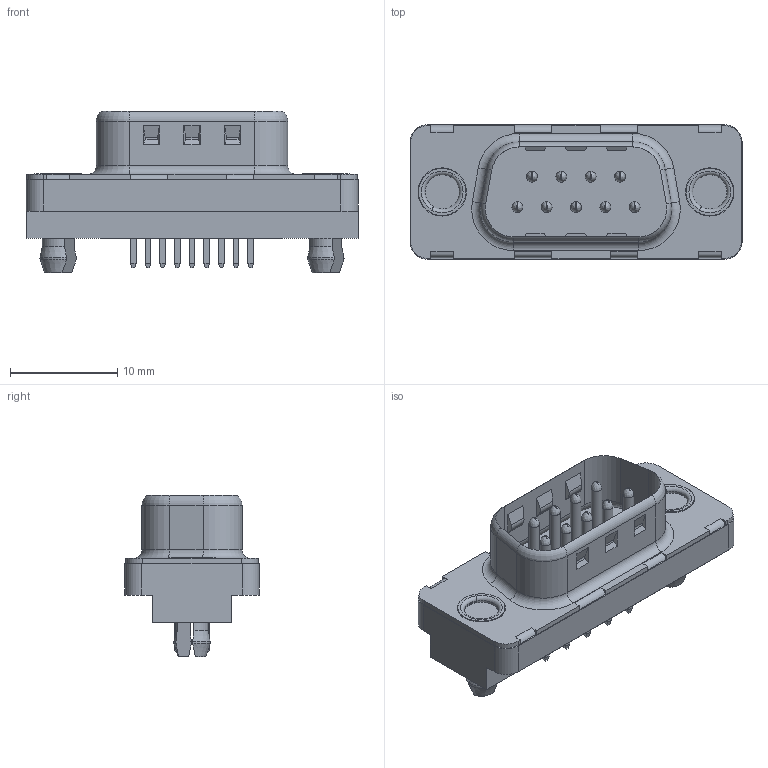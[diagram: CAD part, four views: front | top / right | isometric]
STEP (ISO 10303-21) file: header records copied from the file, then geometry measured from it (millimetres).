
FILE_DESCRIPTION((''),'2;1');
FILE_NAME('PD09P24A4GX00LF','2015-11-11T',('ababu'),('FCI'),'PRO/ENGINEER BY PARAMETRIC TECHNOLOGY CORPORATION, 2013150','PRO/ENGINEER BY PARAMETRIC TECHNOLOGY CORPORATION, 2013150','');
FILE_SCHEMA(('CONFIG_CONTROL_DESIGN','GEOMETRIC_VALIDATION_PROPERTIES_MIM'));
Length unit declared in the file: millimetre
Products named in the file (1): PD09P24A4GX00LF
Bounding box: 31 x 12.55 x 15.07 mm (x, y, z)
Volume: 1848.5 mm3; surface area: 2439.7 mm2
Topology: 1 solids, 1 shells, 524 faces, 1281 edges, 806 vertices
Faces by surface type: plane 308, cylinder 162, torus 24, bspline 18, cone 12
Entity records: 18034 total; most frequent: CARTESIAN_POINT 4664, ORIENTED_EDGE 2562, DIRECTION 2328, EDGE_CURVE 1281, VECTOR 826, LINE 826, VERTEX_POINT 806, AXIS2_PLACEMENT_3D 751
